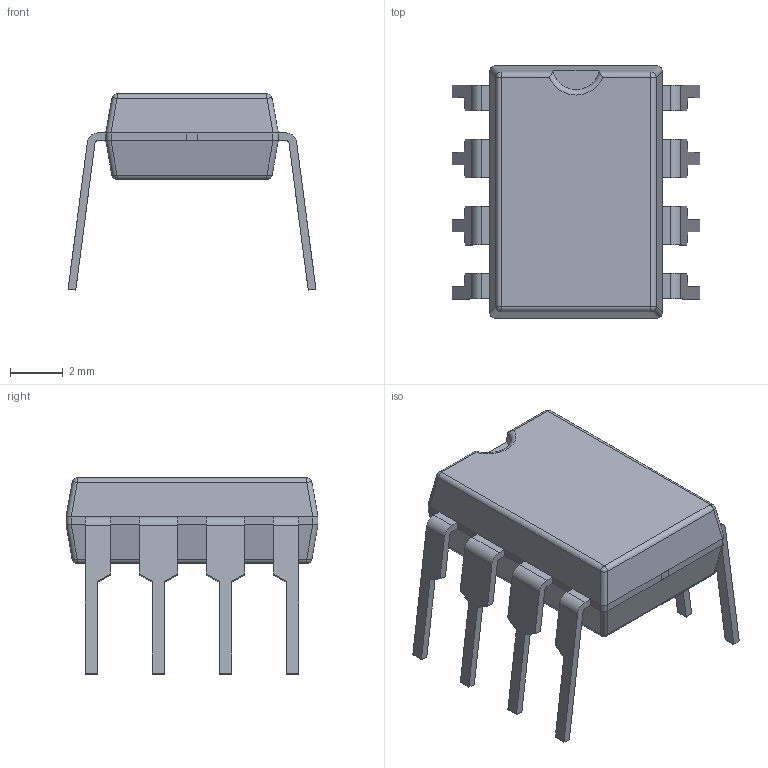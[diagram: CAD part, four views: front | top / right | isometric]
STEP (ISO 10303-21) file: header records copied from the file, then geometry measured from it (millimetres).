
FILE_DESCRIPTION((''),'2;1');
FILE_NAME('NTC0008A_ASM','2023-05-18T08:39:10',('a0412086'),(''),'CREO PARAMETRIC BY PTC INC, 2018500','CREO PARAMETRIC BY PTC INC, 2018500','');
FILE_SCHEMA(('CONFIG_CONTROL_DESIGN','SHAPE_APPEARANCE_LAYERS_GROUPS'));
Length unit declared in the file: millimetre
Products named in the file (10): BODY-SO_AF0; LEAD-SO_AF0; LEAD-SO; LEAD-SO_AF2; LEAD-SO_AF1; LEAD-SO_AF3; FRAME; DIE-OPT101; PHOTODIODE; NTC0008A_ASM
Assembly tree (12 placements, depth 2):
  NTC0008A_ASM
    BODY-SO_AF0
    LEAD-SO_AF0
    LEAD-SO  x4
    LEAD-SO_AF2
    LEAD-SO_AF1
    LEAD-SO_AF3
    FRAME
    DIE-OPT101
    PHOTODIODE
Bounding box: 9.37 x 9.53 x 7.42 mm (x, y, z)
Volume: 213.9 mm3; surface area: 459.2 mm2
Topology: 20 solids, 20 shells, 312 faces, 776 edges, 504 vertices
Faces by surface type: plane 265, cylinder 38, sphere 8, torus 1
Entity records: 10621 total; most frequent: CARTESIAN_POINT 1838, ORIENTED_EDGE 1336, DIRECTION 1261, PRESENTATION_STYLE_ASSIGNMENT 685, STYLED_ITEM 685, CURVE_STYLE 668, EDGE_CURVE 668, VECTOR 583
